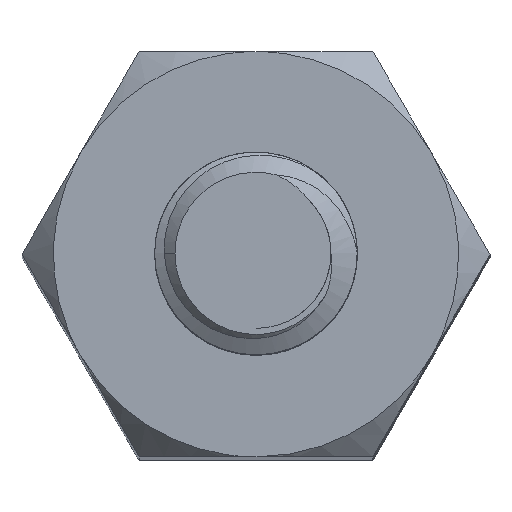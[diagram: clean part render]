
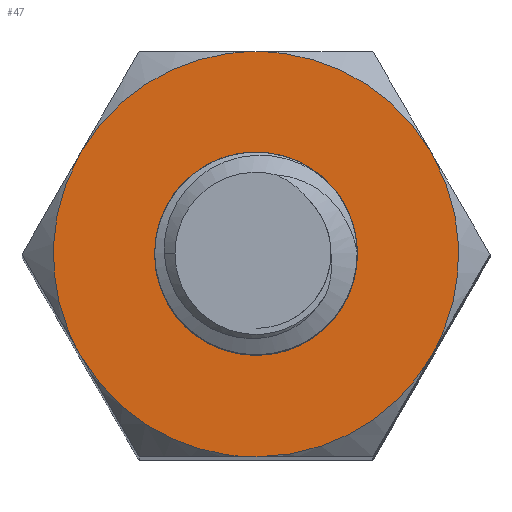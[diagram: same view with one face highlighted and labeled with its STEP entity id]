
A CAD part, top view. The second image highlights one B-rep face of the part: STEP entity #47.
In plain terms, the highlighted planar face has unit normal (0, 0, 1).
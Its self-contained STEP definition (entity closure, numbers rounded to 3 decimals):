
#47=ADVANCED_FACE('',(#197,#183),#2608,.T.);
#183=FACE_BOUND('',#346,.T.);
#197=FACE_OUTER_BOUND('',#345,.T.);
#345=EDGE_LOOP('',(#533,#534,#535,#536,#537,#538));
#346=EDGE_LOOP('',(#539));
#533=ORIENTED_EDGE('',*,*,#1354,.T.);
#534=ORIENTED_EDGE('',*,*,#1355,.T.);
#535=ORIENTED_EDGE('',*,*,#1325,.F.);
#536=ORIENTED_EDGE('',*,*,#1351,.T.);
#537=ORIENTED_EDGE('',*,*,#1352,.F.);
#538=ORIENTED_EDGE('',*,*,#1353,.T.);
#539=ORIENTED_EDGE('',*,*,#1330,.T.);
#1325=EDGE_CURVE('',#2195,#2193,#1755,.T.);
#1330=EDGE_CURVE('',#2200,#2200,#1756,.T.);
#1351=EDGE_CURVE('',#2195,#2205,#1766,.T.);
#1352=EDGE_CURVE('',#2196,#2205,#1767,.T.);
#1353=EDGE_CURVE('',#2196,#2208,#1768,.T.);
#1354=EDGE_CURVE('',#2208,#2207,#1769,.T.);
#1355=EDGE_CURVE('',#2207,#2193,#1770,.T.);
#1755=(
BOUNDED_CURVE()
B_SPLINE_CURVE(2,(#8977,#8978,#8979),.UNSPECIFIED.,.F.,.F.)
B_SPLINE_CURVE_WITH_KNOTS((3,3),(0.,2.094),.UNSPECIFIED.)
CURVE()
GEOMETRIC_REPRESENTATION_ITEM()
RATIONAL_B_SPLINE_CURVE((1.,0.866,1.))
REPRESENTATION_ITEM('')
);
#1756=(
BOUNDED_CURVE()
B_SPLINE_CURVE(2,(#9008,#9009,#9010,#9011,#9012,#9013,#9014,#9015,#9016),
 .UNSPECIFIED.,.T.,.F.)
B_SPLINE_CURVE_WITH_KNOTS((3,2,2,2,3),(-5.341,-4.006,
-2.67,-1.335,0.),.UNSPECIFIED.)
CURVE()
GEOMETRIC_REPRESENTATION_ITEM()
RATIONAL_B_SPLINE_CURVE((1.,0.707,1.,0.707,1.,0.707,
1.,0.707,1.))
REPRESENTATION_ITEM('')
);
#1766=(
BOUNDED_CURVE()
B_SPLINE_CURVE(2,(#9144,#9145,#9146),.UNSPECIFIED.,.F.,.F.)
B_SPLINE_CURVE_WITH_KNOTS((3,3),(-2.094,0.),.UNSPECIFIED.)
CURVE()
GEOMETRIC_REPRESENTATION_ITEM()
RATIONAL_B_SPLINE_CURVE((1.,0.866,1.))
REPRESENTATION_ITEM('')
);
#1767=(
BOUNDED_CURVE()
B_SPLINE_CURVE(2,(#9147,#9148,#9149),.UNSPECIFIED.,.F.,.F.)
B_SPLINE_CURVE_WITH_KNOTS((3,3),(0.,2.094),.UNSPECIFIED.)
CURVE()
GEOMETRIC_REPRESENTATION_ITEM()
RATIONAL_B_SPLINE_CURVE((1.,0.866,1.))
REPRESENTATION_ITEM('')
);
#1768=(
BOUNDED_CURVE()
B_SPLINE_CURVE(2,(#9150,#9151,#9152),.UNSPECIFIED.,.F.,.F.)
B_SPLINE_CURVE_WITH_KNOTS((3,3),(-2.094,0.),.UNSPECIFIED.)
CURVE()
GEOMETRIC_REPRESENTATION_ITEM()
RATIONAL_B_SPLINE_CURVE((1.,0.866,1.))
REPRESENTATION_ITEM('')
);
#1769=(
BOUNDED_CURVE()
B_SPLINE_CURVE(2,(#9153,#9154,#9155),.UNSPECIFIED.,.F.,.F.)
B_SPLINE_CURVE_WITH_KNOTS((3,3),(-2.094,0.),.UNSPECIFIED.)
CURVE()
GEOMETRIC_REPRESENTATION_ITEM()
RATIONAL_B_SPLINE_CURVE((1.,0.866,1.))
REPRESENTATION_ITEM('')
);
#1770=(
BOUNDED_CURVE()
B_SPLINE_CURVE(2,(#9156,#9157,#9158),.UNSPECIFIED.,.F.,.F.)
B_SPLINE_CURVE_WITH_KNOTS((3,3),(-2.094,0.),.UNSPECIFIED.)
CURVE()
GEOMETRIC_REPRESENTATION_ITEM()
RATIONAL_B_SPLINE_CURVE((1.,0.866,1.))
REPRESENTATION_ITEM('')
);
#2193=VERTEX_POINT('',#8686);
#2195=VERTEX_POINT('',#8688);
#2196=VERTEX_POINT('',#8689);
#2200=VERTEX_POINT('',#8693);
#2205=VERTEX_POINT('',#8698);
#2207=VERTEX_POINT('',#8700);
#2208=VERTEX_POINT('',#8701);
#2608=PLANE('',#2639);
#2639=AXIS2_PLACEMENT_3D('',#2973,#2653,$);
#2653=DIRECTION('',(0.,0.,1.));
#2973=CARTESIAN_POINT('',(-2.783,147.588,20.));
#8686=CARTESIAN_POINT('',(1.732,149.,20.));
#8688=CARTESIAN_POINT('',(1.732,151.,20.));
#8689=CARTESIAN_POINT('',(-1.732,151.,20.));
#8693=CARTESIAN_POINT('',(0.85,150.,20.));
#8698=CARTESIAN_POINT('',(0.,152.,20.));
#8700=CARTESIAN_POINT('',(0.,148.,20.));
#8701=CARTESIAN_POINT('',(-1.732,149.,20.));
#8977=CARTESIAN_POINT('',(1.732,151.,20.));
#8978=CARTESIAN_POINT('',(2.309,150.,20.));
#8979=CARTESIAN_POINT('',(1.732,149.,20.));
#9008=CARTESIAN_POINT('',(0.85,150.,20.));
#9009=CARTESIAN_POINT('',(0.85,149.15,20.));
#9010=CARTESIAN_POINT('',(0.,149.15,20.));
#9011=CARTESIAN_POINT('',(-0.85,149.15,20.));
#9012=CARTESIAN_POINT('',(-0.85,150.,20.));
#9013=CARTESIAN_POINT('',(-0.85,150.85,20.));
#9014=CARTESIAN_POINT('',(0.,150.85,20.));
#9015=CARTESIAN_POINT('',(0.85,150.85,20.));
#9016=CARTESIAN_POINT('',(0.85,150.,20.));
#9144=CARTESIAN_POINT('',(1.732,151.,20.));
#9145=CARTESIAN_POINT('',(1.155,152.,20.));
#9146=CARTESIAN_POINT('',(0.,152.,20.));
#9147=CARTESIAN_POINT('',(-1.732,151.,20.));
#9148=CARTESIAN_POINT('',(-1.155,152.,20.));
#9149=CARTESIAN_POINT('',(0.,152.,20.));
#9150=CARTESIAN_POINT('',(-1.732,151.,20.));
#9151=CARTESIAN_POINT('',(-2.309,150.,20.));
#9152=CARTESIAN_POINT('',(-1.732,149.,20.));
#9153=CARTESIAN_POINT('',(-1.732,149.,20.));
#9154=CARTESIAN_POINT('',(-1.155,148.,20.));
#9155=CARTESIAN_POINT('',(0.,148.,20.));
#9156=CARTESIAN_POINT('',(0.,148.,20.));
#9157=CARTESIAN_POINT('',(1.155,148.,20.));
#9158=CARTESIAN_POINT('',(1.732,149.,20.));
